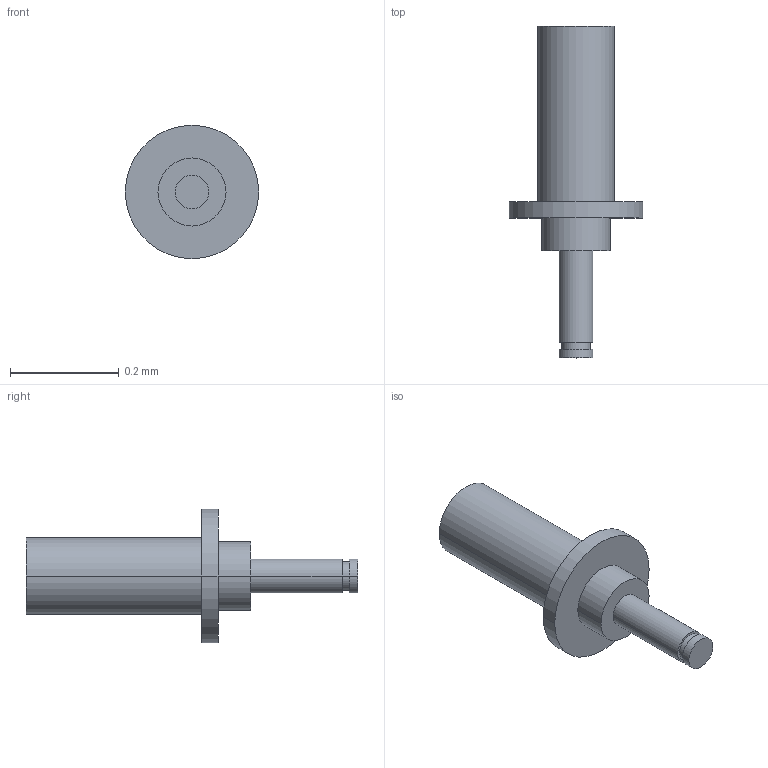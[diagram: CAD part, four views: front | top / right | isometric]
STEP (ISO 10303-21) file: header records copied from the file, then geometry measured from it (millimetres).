
FILE_DESCRIPTION(('produced by SPATIAL CORP'),'2;1');
FILE_NAME( 'sh-r44361-000-u.hh.sat.stp','2002-04-22T18:10:02+00:00',( 'SPATIAL CORP'),('SPATIAL CORP'),'ACIS STEP Husk', 'http://www.spatial.com','SPATIAL CORP');
FILE_SCHEMA(('CONFIG_CONTROL_DESIGN'));
Length unit declared in the file: millimetre
Products named in the file (1): PRODUCT_ID_1
Bounding box: 0.24 x 0.61 x 0.24 mm (x, y, z)
Volume: 0 mm3; surface area: 0.3 mm2
Topology: 1 solids, 1 shells, 19 faces, 36 edges, 24 vertices
Faces by surface type: cylinder 12, plane 7
Entity records: 489 total; most frequent: ORIENTED_EDGE 72, DIRECTION 62, CARTESIAN_POINT 61, EDGE_CURVE 36, AXIS2_PLACEMENT_3D 25, VERTEX_POINT 24, EDGE_LOOP 24, FACE_BOUND 24
